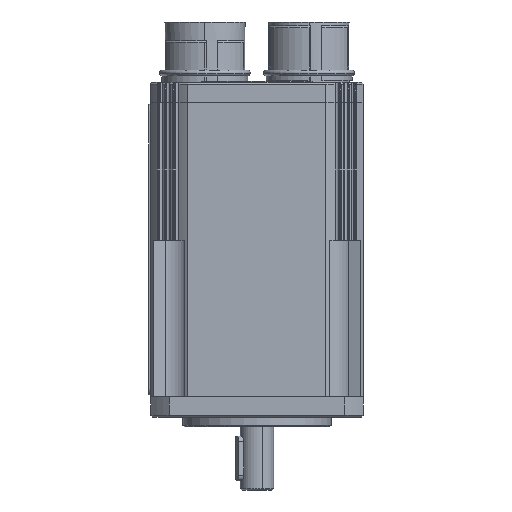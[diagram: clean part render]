
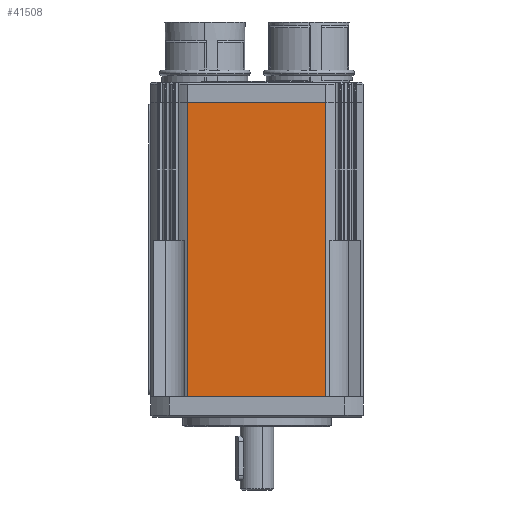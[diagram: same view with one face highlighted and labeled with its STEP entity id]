
A CAD part, front view. The second image highlights one B-rep face of the part: STEP entity #41508.
In plain terms, the highlighted planar face has unit normal (0, -1, 0).
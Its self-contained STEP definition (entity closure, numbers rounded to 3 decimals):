
#17607=CARTESIAN_POINT('',(18.54,-28.5,0.0));
#17608=VERTEX_POINT('',#17607);
#17615=CARTESIAN_POINT('',(-18.54,-28.5,0.0));
#17616=VERTEX_POINT('',#17615);
#17617=CARTESIAN_POINT('',(18.54,-28.5,0.0));
#17618=DIRECTION('',(-1.0,0.0,0.0));
#17619=VECTOR('',#17618,37.081);
#17620=LINE('',#17617,#17619);
#17621=EDGE_CURVE('',#17608,#17616,#17620,.T.);
#35367=CARTESIAN_POINT('',(-18.54,-28.5,79.0));
#35368=VERTEX_POINT('',#35367);
#35408=CARTESIAN_POINT('',(18.54,-28.5,79.0));
#35409=VERTEX_POINT('',#35408);
#35410=CARTESIAN_POINT('',(18.54,-28.5,79.0));
#35411=DIRECTION('',(-1.0,0.0,0.0));
#35412=VECTOR('',#35411,37.081);
#35413=LINE('',#35410,#35412);
#35414=EDGE_CURVE('',#35409,#35368,#35413,.T.);
#41487=CARTESIAN_POINT('',(0.,-28.5,0.0));
#41488=DIRECTION('',(0.0,-1.0,0.0));
#41489=DIRECTION('',(0.0,0.0,-1.0));
#41490=AXIS2_PLACEMENT_3D('',#41487,#41488,#41489);
#41491=PLANE('',#41490);
#41492=ORIENTED_EDGE('',*,*,#35414,.T.);
#41493=CARTESIAN_POINT('',(-18.54,-28.5,0.0));
#41494=DIRECTION('',(0.0,0.0,1.0));
#41495=VECTOR('',#41494,79.0);
#41496=LINE('',#41493,#41495);
#41497=EDGE_CURVE('',#17616,#35368,#41496,.T.);
#41498=ORIENTED_EDGE('',*,*,#41497,.F.);
#41499=ORIENTED_EDGE('',*,*,#17621,.F.);
#41500=CARTESIAN_POINT('',(18.54,-28.5,0.0));
#41501=DIRECTION('',(0.0,0.0,1.0));
#41502=VECTOR('',#41501,79.0);
#41503=LINE('',#41500,#41502);
#41504=EDGE_CURVE('',#17608,#35409,#41503,.T.);
#41505=ORIENTED_EDGE('',*,*,#41504,.T.);
#41506=EDGE_LOOP('',(#41492,#41498,#41499,#41505));
#41507=FACE_OUTER_BOUND('',#41506,.T.);
#41508=ADVANCED_FACE('',(#41507),#41491,.T.);
